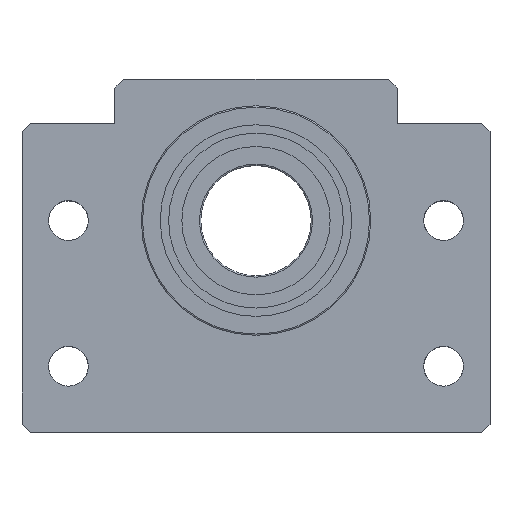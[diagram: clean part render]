
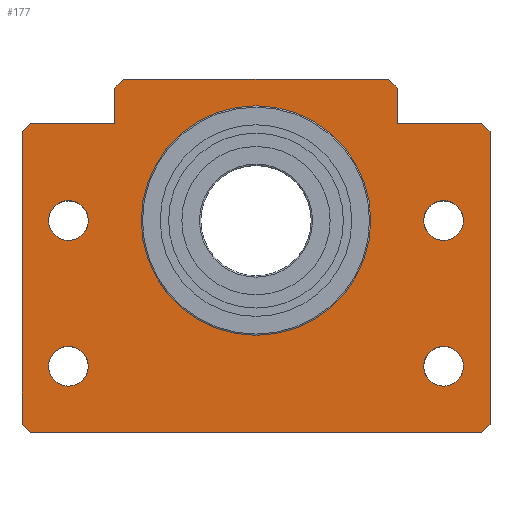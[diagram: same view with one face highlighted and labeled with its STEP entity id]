
A CAD part, top view. The second image highlights one B-rep face of the part: STEP entity #177.
In plain terms, the highlighted planar face has unit normal (0, 0, 1).
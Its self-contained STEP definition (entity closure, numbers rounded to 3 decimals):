
#177 = ADVANCED_FACE( '', ( #250, #251, #252, #253, #254, #255 ), #256, .T. );
#250 = FACE_BOUND( '', #408, .T. );
#251 = FACE_BOUND( '', #409, .T. );
#252 = FACE_BOUND( '', #410, .T. );
#253 = FACE_BOUND( '', #411, .T. );
#254 = FACE_BOUND( '', #412, .T. );
#255 = FACE_OUTER_BOUND( '', #413, .T. );
#256 = PLANE( '', #414 );
#408 = EDGE_LOOP( '', ( #582 ) );
#409 = EDGE_LOOP( '', ( #583 ) );
#410 = EDGE_LOOP( '', ( #584 ) );
#411 = EDGE_LOOP( '', ( #585 ) );
#412 = EDGE_LOOP( '', ( #586 ) );
#413 = EDGE_LOOP( '', ( #587, #588, #589, #590, #591, #592, #593, #594, #595, #596, #597, #598, #599, #600 ) );
#414 = AXIS2_PLACEMENT_3D( '', #601, #602, #603 );
#582 = ORIENTED_EDGE( '', *, *, #891, .F. );
#583 = ORIENTED_EDGE( '', *, *, #882, .T. );
#584 = ORIENTED_EDGE( '', *, *, #883, .T. );
#585 = ORIENTED_EDGE( '', *, *, #892, .T. );
#586 = ORIENTED_EDGE( '', *, *, #875, .T. );
#587 = ORIENTED_EDGE( '', *, *, #893, .T. );
#588 = ORIENTED_EDGE( '', *, *, #894, .T. );
#589 = ORIENTED_EDGE( '', *, *, #895, .T. );
#590 = ORIENTED_EDGE( '', *, *, #896, .T. );
#591 = ORIENTED_EDGE( '', *, *, #897, .T. );
#592 = ORIENTED_EDGE( '', *, *, #898, .T. );
#593 = ORIENTED_EDGE( '', *, *, #899, .T. );
#594 = ORIENTED_EDGE( '', *, *, #900, .T. );
#595 = ORIENTED_EDGE( '', *, *, #901, .T. );
#596 = ORIENTED_EDGE( '', *, *, #902, .T. );
#597 = ORIENTED_EDGE( '', *, *, #903, .T. );
#598 = ORIENTED_EDGE( '', *, *, #904, .T. );
#599 = ORIENTED_EDGE( '', *, *, #905, .T. );
#600 = ORIENTED_EDGE( '', *, *, #906, .T. );
#601 = CARTESIAN_POINT( '', ( 0., 0., 0. ) );
#602 = DIRECTION( '', ( 0., 0., 1. ) );
#603 = DIRECTION( '', ( 1., 0., 0. ) );
#875 = EDGE_CURVE( '', #968, #968, #969, .T. );
#882 = EDGE_CURVE( '', #982, #982, #983, .T. );
#883 = EDGE_CURVE( '', #984, #984, #985, .T. );
#891 = EDGE_CURVE( '', #1000, #1000, #1001, .T. );
#892 = EDGE_CURVE( '', #1002, #1002, #1003, .T. );
#893 = EDGE_CURVE( '', #1004, #1005, #1006, .T. );
#894 = EDGE_CURVE( '', #1005, #1007, #1008, .T. );
#895 = EDGE_CURVE( '', #1007, #1009, #1010, .T. );
#896 = EDGE_CURVE( '', #1009, #1011, #1012, .T. );
#897 = EDGE_CURVE( '', #1011, #1013, #1014, .T. );
#898 = EDGE_CURVE( '', #1013, #1015, #1016, .T. );
#899 = EDGE_CURVE( '', #1015, #1017, #1018, .T. );
#900 = EDGE_CURVE( '', #1017, #1019, #1020, .T. );
#901 = EDGE_CURVE( '', #1019, #1021, #1022, .T. );
#902 = EDGE_CURVE( '', #1021, #1023, #1024, .T. );
#903 = EDGE_CURVE( '', #1023, #1025, #1026, .T. );
#904 = EDGE_CURVE( '', #1025, #1027, #1028, .T. );
#905 = EDGE_CURVE( '', #1027, #1029, #1030, .T. );
#906 = EDGE_CURVE( '', #1029, #1004, #1031, .T. );
#968 = VERTEX_POINT( '', #1213 );
#969 = CIRCLE( '', #1214, 4.5 );
#982 = VERTEX_POINT( '', #1527 );
#983 = CIRCLE( '', #1528, 4.5 );
#984 = VERTEX_POINT( '', #1529 );
#985 = CIRCLE( '', #1530, 4.5 );
#1000 = VERTEX_POINT( '', #1618 );
#1001 = CIRCLE( '', #1619, 26. );
#1002 = VERTEX_POINT( '', #1620 );
#1003 = CIRCLE( '', #1621, 4.5 );
#1004 = VERTEX_POINT( '', #1622 );
#1005 = VERTEX_POINT( '', #1623 );
#1006 = LINE( '', #1624, #1625 );
#1007 = VERTEX_POINT( '', #1626 );
#1008 = LINE( '', #1627, #1628 );
#1009 = VERTEX_POINT( '', #1629 );
#1010 = LINE( '', #1630, #1631 );
#1011 = VERTEX_POINT( '', #1632 );
#1012 = LINE( '', #1633, #1634 );
#1013 = VERTEX_POINT( '', #1635 );
#1014 = LINE( '', #1636, #1637 );
#1015 = VERTEX_POINT( '', #1638 );
#1016 = LINE( '', #1639, #1640 );
#1017 = VERTEX_POINT( '', #1641 );
#1018 = LINE( '', #1642, #1643 );
#1019 = VERTEX_POINT( '', #1644 );
#1020 = LINE( '', #1645, #1646 );
#1021 = VERTEX_POINT( '', #1647 );
#1022 = LINE( '', #1648, #1649 );
#1023 = VERTEX_POINT( '', #1650 );
#1024 = LINE( '', #1651, #1652 );
#1025 = VERTEX_POINT( '', #1653 );
#1026 = LINE( '', #1654, #1655 );
#1027 = VERTEX_POINT( '', #1656 );
#1028 = LINE( '', #1657, #1658 );
#1029 = VERTEX_POINT( '', #1659 );
#1030 = LINE( '', #1660, #1661 );
#1031 = LINE( '', #1662, #1663 );
#1213 = CARTESIAN_POINT( '', ( 38., -33., 0. ) );
#1214 = AXIS2_PLACEMENT_3D( '', #1946, #1947, #1948 );
#1527 = CARTESIAN_POINT( '', ( -47., -33., 0. ) );
#1528 = AXIS2_PLACEMENT_3D( '', #1955, #1956, #1957 );
#1529 = CARTESIAN_POINT( '', ( -47., 0., 0. ) );
#1530 = AXIS2_PLACEMENT_3D( '', #1958, #1959, #1960 );
#1618 = CARTESIAN_POINT( '', ( 26., 0., 0. ) );
#1619 = AXIS2_PLACEMENT_3D( '', #1979, #1980, #1981 );
#1620 = CARTESIAN_POINT( '', ( 38., 0., 0. ) );
#1621 = AXIS2_PLACEMENT_3D( '', #1982, #1983, #1984 );
#1622 = CARTESIAN_POINT( '', ( -53., 20.08, 0. ) );
#1623 = CARTESIAN_POINT( '', ( -53., -46.08, 0. ) );
#1624 = CARTESIAN_POINT( '', ( -53., 20.08, 0. ) );
#1625 = VECTOR( '', #1985, 1000. );
#1626 = CARTESIAN_POINT( '', ( -51.08, -48., 0. ) );
#1627 = CARTESIAN_POINT( '', ( -53., -46.08, 0. ) );
#1628 = VECTOR( '', #1986, 1000. );
#1629 = CARTESIAN_POINT( '', ( 51.08, -48., 0. ) );
#1630 = CARTESIAN_POINT( '', ( -51.08, -48., 0. ) );
#1631 = VECTOR( '', #1987, 1000. );
#1632 = CARTESIAN_POINT( '', ( 53., -46.08, 0. ) );
#1633 = CARTESIAN_POINT( '', ( 51.08, -48., 0. ) );
#1634 = VECTOR( '', #1988, 1000. );
#1635 = CARTESIAN_POINT( '', ( 53., 20.08, 0. ) );
#1636 = CARTESIAN_POINT( '', ( 53., -46.08, 0. ) );
#1637 = VECTOR( '', #1989, 1000. );
#1638 = CARTESIAN_POINT( '', ( 51.08, 22., 0. ) );
#1639 = CARTESIAN_POINT( '', ( 53., 20.08, 0. ) );
#1640 = VECTOR( '', #1990, 1000. );
#1641 = CARTESIAN_POINT( '', ( 32., 22., 0. ) );
#1642 = CARTESIAN_POINT( '', ( 51.08, 22., 0. ) );
#1643 = VECTOR( '', #1991, 1000. );
#1644 = CARTESIAN_POINT( '', ( 32., 30., 0. ) );
#1645 = CARTESIAN_POINT( '', ( 32., 22., 0. ) );
#1646 = VECTOR( '', #1992, 1000. );
#1647 = CARTESIAN_POINT( '', ( 30., 32., 0. ) );
#1648 = CARTESIAN_POINT( '', ( 32., 30., 0. ) );
#1649 = VECTOR( '', #1993, 1000. );
#1650 = CARTESIAN_POINT( '', ( -30., 32., 0. ) );
#1651 = CARTESIAN_POINT( '', ( 30., 32., 0. ) );
#1652 = VECTOR( '', #1994, 1000. );
#1653 = CARTESIAN_POINT( '', ( -32., 30., 0. ) );
#1654 = CARTESIAN_POINT( '', ( -30., 32., 0. ) );
#1655 = VECTOR( '', #1995, 1000. );
#1656 = CARTESIAN_POINT( '', ( -32., 22., 0. ) );
#1657 = CARTESIAN_POINT( '', ( -32., 30., 0. ) );
#1658 = VECTOR( '', #1996, 1000. );
#1659 = CARTESIAN_POINT( '', ( -51.08, 22., 0. ) );
#1660 = CARTESIAN_POINT( '', ( -32., 22., 0. ) );
#1661 = VECTOR( '', #1997, 1000. );
#1662 = CARTESIAN_POINT( '', ( -51.08, 22., 0. ) );
#1663 = VECTOR( '', #1998, 1000. );
#1946 = CARTESIAN_POINT( '', ( 42.5, -33., 0. ) );
#1947 = DIRECTION( '', ( 0., 0., -1. ) );
#1948 = DIRECTION( '', ( -1., 0., 0. ) );
#1955 = CARTESIAN_POINT( '', ( -42.5, -33., 0. ) );
#1956 = DIRECTION( '', ( 0., 0., -1. ) );
#1957 = DIRECTION( '', ( -1., 0., 0. ) );
#1958 = CARTESIAN_POINT( '', ( -42.5, 0., 0. ) );
#1959 = DIRECTION( '', ( 0., 0., -1. ) );
#1960 = DIRECTION( '', ( -1., 0., 0. ) );
#1979 = CARTESIAN_POINT( '', ( 0., 0., 0. ) );
#1980 = DIRECTION( '', ( 0., 0., 1. ) );
#1981 = DIRECTION( '', ( 1., 0., 0. ) );
#1982 = CARTESIAN_POINT( '', ( 42.5, 0., 0. ) );
#1983 = DIRECTION( '', ( 0., 0., -1. ) );
#1984 = DIRECTION( '', ( -1., 0., 0. ) );
#1985 = DIRECTION( '', ( 0., -1., 0. ) );
#1986 = DIRECTION( '', ( 0.707, -0.707, 0. ) );
#1987 = DIRECTION( '', ( 1., 0., 0. ) );
#1988 = DIRECTION( '', ( 0.707, 0.707, 0. ) );
#1989 = DIRECTION( '', ( 0., 1., 0. ) );
#1990 = DIRECTION( '', ( -0.707, 0.707, 0. ) );
#1991 = DIRECTION( '', ( -1., 0., 0. ) );
#1992 = DIRECTION( '', ( 0., 1., 0. ) );
#1993 = DIRECTION( '', ( -0.707, 0.707, 0. ) );
#1994 = DIRECTION( '', ( -1., 0., 0. ) );
#1995 = DIRECTION( '', ( -0.707, -0.707, 0. ) );
#1996 = DIRECTION( '', ( 0., -1., 0. ) );
#1997 = DIRECTION( '', ( -1., 0., 0. ) );
#1998 = DIRECTION( '', ( -0.707, -0.707, 0. ) );
